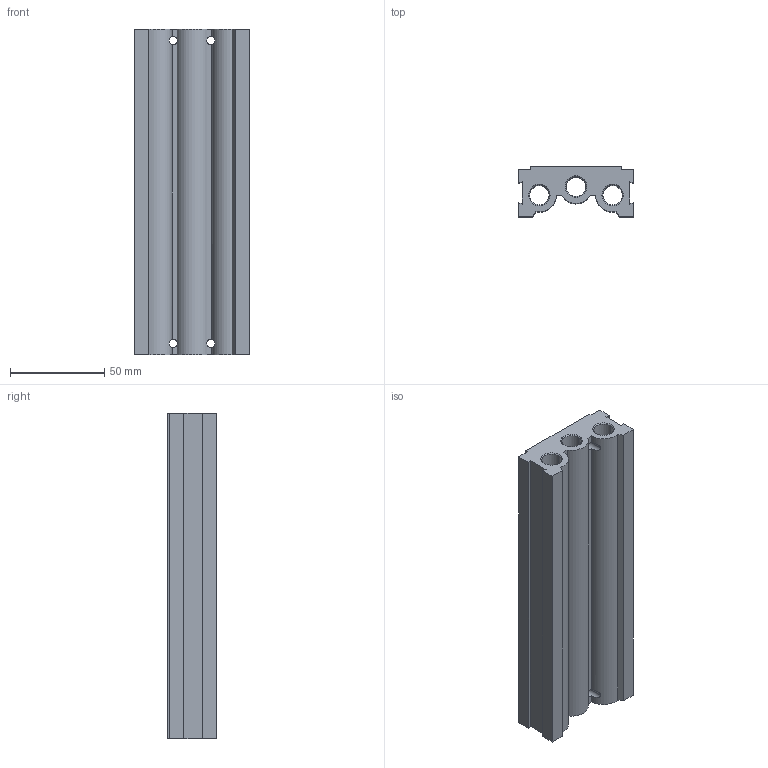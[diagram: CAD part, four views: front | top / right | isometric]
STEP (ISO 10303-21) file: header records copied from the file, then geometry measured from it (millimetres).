
FILE_DESCRIPTION (( 'STEP AP203' ), '1' );
FILE_NAME ('MF2500-08.STEP', '2016-05-09T05:48:21', ( '' ), ( '' ), 'SwSTEP 2.0', 'SolidWorks 2008', '' );
FILE_SCHEMA (( 'CONFIG_CONTROL_DESIGN' ));
Length unit declared in the file: millimetre
Products named in the file (1): MF2500-08
Bounding box: 61 x 26.5 x 173 mm (x, y, z)
Volume: 160981.5 mm3; surface area: 60716.5 mm2
Topology: 1 solids, 1 shells, 192 faces, 498 edges, 328 vertices
Faces by surface type: cylinder 113, plane 67, cone 12
Entity records: 7321 total; most frequent: CARTESIAN_POINT 2319, DIRECTION 1042, ORIENTED_EDGE 996, EDGE_CURVE 498, AXIS2_PLACEMENT_3D 415, VERTEX_POINT 328, EDGE_LOOP 274, CIRCLE 222
